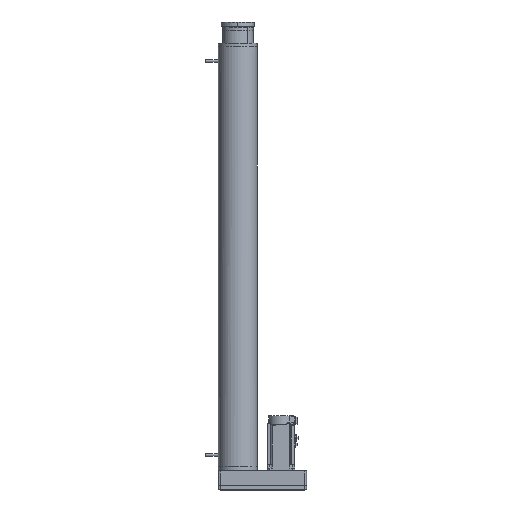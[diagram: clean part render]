
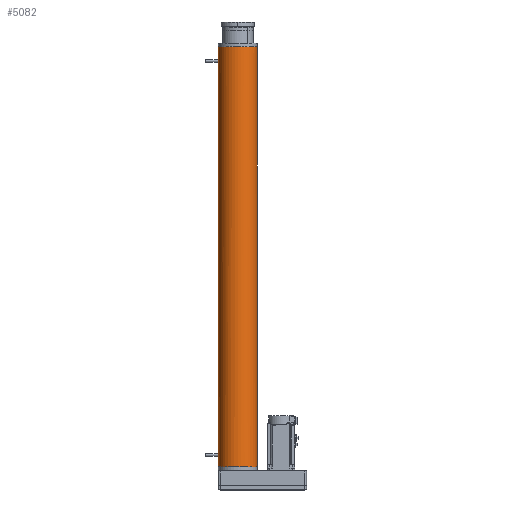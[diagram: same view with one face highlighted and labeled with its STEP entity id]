
A CAD part, top view. The second image highlights one B-rep face of the part: STEP entity #5082.
In plain terms, the highlighted cylindrical face has radius 57.5 mm (diameter 115 mm), a partial arc.
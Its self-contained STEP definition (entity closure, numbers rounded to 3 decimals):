
#69 = DIRECTION ( 'NONE',  ( 0., 0., -1. ) ) ;
#110 = CARTESIAN_POINT ( 'NONE',  ( 0., 0., 1238. ) ) ;
#183 = CARTESIAN_POINT ( 'NONE',  ( -38.001, 43.324, 1238. ) ) ;
#336 = CARTESIAN_POINT ( 'NONE',  ( -51.687, 25.483, 1238. ) ) ;
#349 = EDGE_CURVE ( 'NONE', #4734, #7322, #3974, .T. ) ;
#480 = CARTESIAN_POINT ( 'NONE',  ( 0., 0., 0. ) ) ;
#844 = ORIENTED_EDGE ( 'NONE', *, *, #8506, .T. ) ;
#903 = CARTESIAN_POINT ( 'NONE',  ( 54.568, 18.529, 1238. ) ) ;
#1074 = EDGE_CURVE ( 'NONE', #4734, #3046, #7983, .T. ) ;
#1264 = DIRECTION ( 'NONE',  ( 1., 0., 0. ) ) ;
#1397 = CARTESIAN_POINT ( 'NONE',  ( 14.91, 55.666, 1238. ) ) ;
#1415 = CYLINDRICAL_SURFACE ( 'NONE', #9020, 57.5 ) ;
#1884 = CARTESIAN_POINT ( 'NONE',  ( -55.666, 14.91, 1238. ) ) ;
#2233 = CARTESIAN_POINT ( 'NONE',  ( 57.5, 0., 1238. ) ) ;
#2256 = CARTESIAN_POINT ( 'NONE',  ( 25.483, 51.687, 1238. ) ) ;
#2646 = CARTESIAN_POINT ( 'NONE',  ( -43.324, 38.001, 1238. ) ) ;
#2784 = DIRECTION ( 'NONE',  ( 0., 0., 1. ) ) ;
#2921 = CARTESIAN_POINT ( 'NONE',  ( 35.077, 45.723, 1238. ) ) ;
#3046 = VERTEX_POINT ( 'NONE', #7956 ) ;
#3255 = CARTESIAN_POINT ( 'NONE',  ( 49.905, 28.819, 1238. ) ) ;
#3310 = CARTESIAN_POINT ( 'NONE',  ( -57.502, 0., 1238. ) ) ;
#3410 = CARTESIAN_POINT ( 'NONE',  ( -18.529, 54.568, 1238. ) ) ;
#3755 = CARTESIAN_POINT ( 'NONE',  ( 3.764, 57.505, 1238. ) ) ;
#3847 = CARTESIAN_POINT ( 'NONE',  ( 43.324, 38.001, 1238. ) ) ;
#3974 = LINE ( 'NONE', #2233, #5837 ) ;
#4171 = VERTEX_POINT ( 'NONE', #8386 ) ;
#4201 = CARTESIAN_POINT ( 'NONE',  ( -3.764, 57.505, 1238. ) ) ;
#4691 = ORIENTED_EDGE ( 'NONE', *, *, #349, .T. ) ;
#4734 = VERTEX_POINT ( 'NONE', #9373 ) ;
#5025 = CARTESIAN_POINT ( 'NONE',  ( -57.134, 7.527, 1238. ) ) ;
#5082 = ADVANCED_FACE ( 'NONE', ( #8444 ), #1415, .T. ) ;
#5332 = CIRCLE ( 'NONE', #7140, 57.5 ) ;
#5381 = EDGE_LOOP ( 'NONE', ( #7470, #4691, #844, #9182 ) ) ;
#5443 = CARTESIAN_POINT ( 'NONE',  ( 57.5, 0., 0. ) ) ;
#5519 = DIRECTION ( 'NONE',  ( -1., 0., 0. ) ) ;
#5693 = CARTESIAN_POINT ( 'NONE',  ( -49.905, 28.819, 1238. ) ) ;
#5795 = CARTESIAN_POINT ( 'NONE',  ( -35.077, 45.723, 1238. ) ) ;
#5837 = VECTOR ( 'NONE', #69, 1000. ) ;
#5897 = LINE ( 'NONE', #9005, #6173 ) ;
#6084 = CARTESIAN_POINT ( 'NONE',  ( 7.527, 57.134, 1238. ) ) ;
#6137 = CARTESIAN_POINT ( 'NONE',  ( 55.666, 14.91, 1238. ) ) ;
#6173 = VECTOR ( 'NONE', #8257, 1000. ) ;
#6229 = CARTESIAN_POINT ( 'NONE',  ( 18.529, 54.568, 1238. ) ) ;
#6397 = DIRECTION ( 'NONE',  ( 0., 0., -1. ) ) ;
#6571 = CARTESIAN_POINT ( 'NONE',  ( -25.483, 51.687, 1238. ) ) ;
#6855 = CARTESIAN_POINT ( 'NONE',  ( 45.723, 35.077, 1238. ) ) ;
#7140 = AXIS2_PLACEMENT_3D ( 'NONE', #480, #2784, #1264 ) ;
#7322 = VERTEX_POINT ( 'NONE', #5443 ) ;
#7339 = CARTESIAN_POINT ( 'NONE',  ( -7.527, 57.134, 1238. ) ) ;
#7470 = ORIENTED_EDGE ( 'NONE', *, *, #1074, .F. ) ;
#7675 = CARTESIAN_POINT ( 'NONE',  ( 57.134, 7.527, 1238. ) ) ;
#7768 = CARTESIAN_POINT ( 'NONE',  ( 51.687, 25.483, 1238. ) ) ;
#7822 = CARTESIAN_POINT ( 'NONE',  ( 57.502, 0., 1238. ) ) ;
#7956 = CARTESIAN_POINT ( 'NONE',  ( -57.502, 0., 1238. ) ) ;
#7983 = B_SPLINE_CURVE_WITH_KNOTS ( 'NONE', 3,
 ( #7822, #10114, #7675, #6137, #903, #7768, #3255, #6855, #3847, #9966, #2921, #9241, #2256, #6229, #1397, #6084, #3755, #4201, #7339, #8110, #3410, #6571, #9675, #5795, #183, #2646, #9626, #5693, #336, #9735, #1884, #5025, #8811, #3310 ),
 .UNSPECIFIED., .F., .F.,
 ( 4, 2, 2, 2, 2, 2, 2, 2, 2, 2, 2, 2, 2, 2, 2, 2, 4 ),
 ( 0., 0.031, 0.062, 0.094, 0.125, 0.156, 0.187, 0.219, 0.25, 0.281, 0.313, 0.344, 0.375, 0.406, 0.438, 0.469, 0.5 ),
 .UNSPECIFIED. ) ;
#8110 = CARTESIAN_POINT ( 'NONE',  ( -14.91, 55.666, 1238. ) ) ;
#8257 = DIRECTION ( 'NONE',  ( 0., 0., -1. ) ) ;
#8386 = CARTESIAN_POINT ( 'NONE',  ( -57.5, 0., 0. ) ) ;
#8444 = FACE_OUTER_BOUND ( 'NONE', #5381, .T. ) ;
#8506 = EDGE_CURVE ( 'NONE', #7322, #4171, #5332, .T. ) ;
#8518 = EDGE_CURVE ( 'NONE', #3046, #4171, #5897, .T. ) ;
#8811 = CARTESIAN_POINT ( 'NONE',  ( -57.505, 3.764, 1238. ) ) ;
#9005 = CARTESIAN_POINT ( 'NONE',  ( -57.5, 0., 1238. ) ) ;
#9020 = AXIS2_PLACEMENT_3D ( 'NONE', #110, #6397, #5519 ) ;
#9182 = ORIENTED_EDGE ( 'NONE', *, *, #8518, .F. ) ;
#9241 = CARTESIAN_POINT ( 'NONE',  ( 28.819, 49.905, 1238. ) ) ;
#9373 = CARTESIAN_POINT ( 'NONE',  ( 57.502, 0., 1238. ) ) ;
#9626 = CARTESIAN_POINT ( 'NONE',  ( -45.723, 35.077, 1238. ) ) ;
#9675 = CARTESIAN_POINT ( 'NONE',  ( -28.819, 49.905, 1238. ) ) ;
#9735 = CARTESIAN_POINT ( 'NONE',  ( -54.568, 18.529, 1238. ) ) ;
#9966 = CARTESIAN_POINT ( 'NONE',  ( 38.001, 43.324, 1238. ) ) ;
#10114 = CARTESIAN_POINT ( 'NONE',  ( 57.505, 3.764, 1238. ) ) ;
